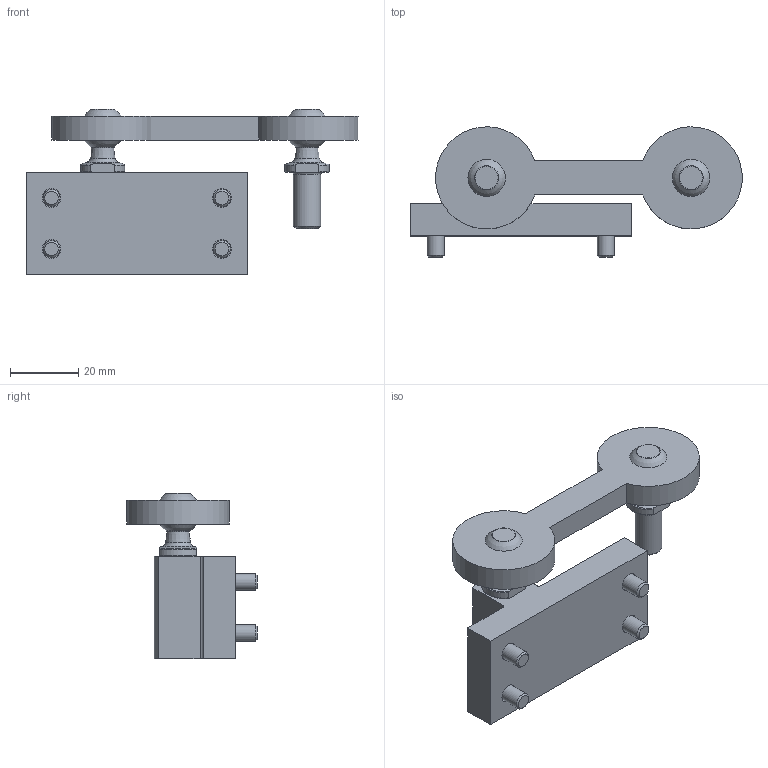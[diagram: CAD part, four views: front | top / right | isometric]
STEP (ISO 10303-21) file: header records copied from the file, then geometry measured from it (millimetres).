
FILE_DESCRIPTION(/* description */ ('STEP AP214'),/* implementation_level */ '2;1');
FILE_NAME(/* name */ '538715_FKC-25',/* time_stamp */ '2024-08-23T11:35:15+02:00',/* author */ ('License CC BY-ND 4.0'),/* organization */ ('CADENAS'),/* preprocessor_version */ 'ST-DEVELOPER v19.3',/* originating_system */ 'PARTsolutions',/* authorisation */ ' ');
FILE_SCHEMA (('AUTOMOTIVE_DESIGN {1 0 10303 214 3 1 1}'));
Length unit declared in the file: millimetre
Products named in the file (5): 538715 FKC-25---(65_0); 679423 FKC-2565025---(PL); DIN-71803 - C - C13; 695601FKC-18/401200---(G); DIN-912 - M5x10(F)
Assembly tree (8 placements, depth 2):
  538715 FKC-25---(65_0)
    679423 FKC-2565025---(PL)
    DIN-71803 - C - C13  x2
    695601FKC-18/401200---(G)
    DIN-912 - M5x10(F)  x4
Bounding box: 97.45 x 38.19 x 48.5 mm (x, y, z)
Volume: 38186.5 mm3; surface area: 17738.6 mm2
Topology: 8 solids, 8 shells, 189 faces, 382 edges, 220 vertices
Faces by surface type: plane 88, cone 52, cylinder 29, torus 16, sphere 4
Full cylindrical faces by diameter (mm): 5 x4, 5.5 x4, 6.647 x1, 8 x2, 8.1 x1, 8.5 x4, 10 x4
Entity records: 2307 total; most frequent: CARTESIAN_POINT 411, DIRECTION 392, ORIENTED_EDGE 292, AXIS2_PLACEMENT_3D 168, EDGE_CURVE 146, FACE_BOUND 137, EDGE_LOOP 136, VERTEX_POINT 107
